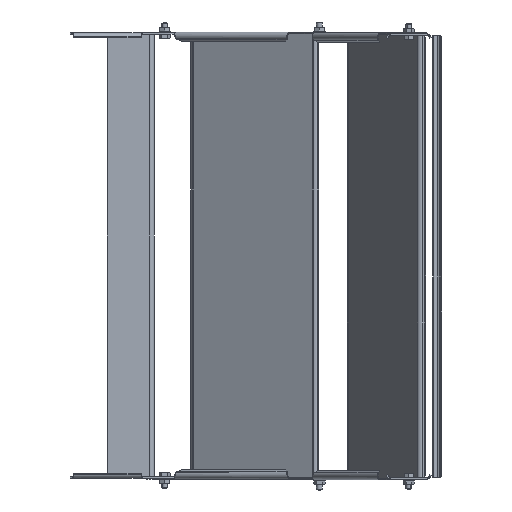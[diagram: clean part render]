
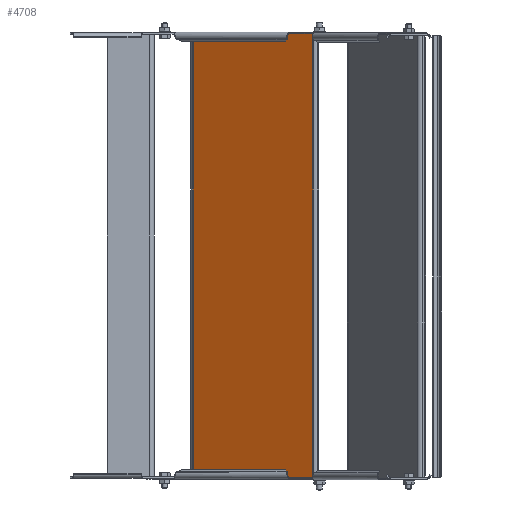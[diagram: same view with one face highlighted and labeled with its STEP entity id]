
A CAD part, left-side view. The second image highlights one B-rep face of the part: STEP entity #4708.
In plain terms, the highlighted face is planar.
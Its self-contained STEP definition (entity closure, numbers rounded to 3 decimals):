
#1999=DIRECTION('',(1.,0.,0.));
#2000=VECTOR('',#1999,1.5);
#2001=CARTESIAN_POINT('',(91.75,1.25,-297.5));
#2002=LINE('',#2001,#2000);
#2091=DIRECTION('',(-1.,0.,0.));
#2092=VECTOR('',#2091,1.5);
#2093=CARTESIAN_POINT('',(93.25,1.25,297.5));
#2094=LINE('',#2093,#2092);
#2095=CARTESIAN_POINT('',(91.75,1.25,-300.75));
#2096=DIRECTION('',(0.,-1.,0.));
#2097=DIRECTION('',(0.,0.,1.));
#2098=AXIS2_PLACEMENT_3D('',#2095,#2096,#2097);
#2100=CARTESIAN_POINT('',(91.75,1.25,300.75));
#2101=DIRECTION('',(0.,-1.,0.));
#2102=DIRECTION('',(-0.385,0.,-0.923));
#2103=AXIS2_PLACEMENT_3D('',#2100,#2101,#2102);
#2105=CARTESIAN_POINT('',(-91.75,1.25,300.75));
#2106=DIRECTION('',(0.,-1.,0.));
#2107=DIRECTION('',(0.,0.,-1.));
#2108=AXIS2_PLACEMENT_3D('',#2105,#2106,#2107);
#2110=CARTESIAN_POINT('',(-91.75,1.25,-300.75));
#2111=DIRECTION('',(0.,-1.,0.));
#2112=DIRECTION('',(0.385,0.,0.923));
#2113=AXIS2_PLACEMENT_3D('',#2110,#2111,#2112);
#2115=DIRECTION('',(1.,0.,0.));
#2116=VECTOR('',#2115,181.);
#2117=CARTESIAN_POINT('',(-90.5,1.25,-297.75));
#2118=LINE('',#2117,#2116);
#2827=DIRECTION('',(1.,0.,0.));
#2828=VECTOR('',#2827,1.5);
#2829=CARTESIAN_POINT('',(-93.25,1.25,-297.5));
#2830=LINE('',#2829,#2828);
#2919=DIRECTION('',(-1.,0.,0.));
#2920=VECTOR('',#2919,1.5);
#2921=CARTESIAN_POINT('',(-91.75,1.25,297.5));
#2922=LINE('',#2921,#2920);
#2943=DIRECTION('',(0.,0.,-1.));
#2944=VECTOR('',#2943,595.);
#2945=CARTESIAN_POINT('',(-93.25,1.25,297.5));
#2946=LINE('',#2945,#2944);
#2951=DIRECTION('',(0.,0.,1.));
#2952=VECTOR('',#2951,595.);
#2953=CARTESIAN_POINT('',(93.25,1.25,-297.5));
#2954=LINE('',#2953,#2952);
#3067=DIRECTION('',(-1.,0.,0.));
#3068=VECTOR('',#3067,181.);
#3069=CARTESIAN_POINT('',(90.5,1.25,297.75));
#3070=LINE('',#3069,#3068);
#3253=CARTESIAN_POINT('',(-90.5,1.25,-297.75));
#3254=CARTESIAN_POINT('',(90.5,1.25,-297.75));
#3255=VERTEX_POINT('',#3253);
#3256=VERTEX_POINT('',#3254);
#3257=CARTESIAN_POINT('',(-91.75,1.25,-297.5));
#3258=VERTEX_POINT('',#3257);
#3259=CARTESIAN_POINT('',(-93.25,1.25,-297.5));
#3260=VERTEX_POINT('',#3259);
#3261=CARTESIAN_POINT('',(-93.25,1.25,297.5));
#3262=VERTEX_POINT('',#3261);
#3263=CARTESIAN_POINT('',(-91.75,1.25,297.5));
#3264=VERTEX_POINT('',#3263);
#3265=CARTESIAN_POINT('',(-90.5,1.25,297.75));
#3266=VERTEX_POINT('',#3265);
#3267=CARTESIAN_POINT('',(90.5,1.25,297.75));
#3268=VERTEX_POINT('',#3267);
#3269=CARTESIAN_POINT('',(91.75,1.25,297.5));
#3270=VERTEX_POINT('',#3269);
#3271=CARTESIAN_POINT('',(93.25,1.25,297.5));
#3272=VERTEX_POINT('',#3271);
#3273=CARTESIAN_POINT('',(93.25,1.25,-297.5));
#3274=VERTEX_POINT('',#3273);
#3275=CARTESIAN_POINT('',(91.75,1.25,-297.5));
#3276=VERTEX_POINT('',#3275);
#4681=CARTESIAN_POINT('',(-144.,1.25,300.));
#4682=DIRECTION('',(0.,-1.,0.));
#4683=DIRECTION('',(0.,0.,-1.));
#4684=AXIS2_PLACEMENT_3D('',#4681,#4682,#4683);
#4685=PLANE('',#4684);
#4687=ORIENTED_EDGE('',*,*,#4686,.T.);
#4688=ORIENTED_EDGE('',*,*,#4537,.F.);
#4689=ORIENTED_EDGE('',*,*,#4550,.T.);
#4691=ORIENTED_EDGE('',*,*,#4690,.T.);
#4692=ORIENTED_EDGE('',*,*,#4672,.T.);
#4694=ORIENTED_EDGE('',*,*,#4693,.F.);
#4696=ORIENTED_EDGE('',*,*,#4695,.T.);
#4697=ORIENTED_EDGE('',*,*,#4390,.F.);
#4699=ORIENTED_EDGE('',*,*,#4698,.T.);
#4701=ORIENTED_EDGE('',*,*,#4700,.T.);
#4703=ORIENTED_EDGE('',*,*,#4702,.T.);
#4705=ORIENTED_EDGE('',*,*,#4704,.F.);
#4706=EDGE_LOOP('',(#4687,#4688,#4689,#4691,#4692,#4694,#4696,#4697,#4699,#4701,
#4703,#4705));
#4707=FACE_OUTER_BOUND('',#4706,.F.);
#4708=ADVANCED_FACE('',(#4707),#4685,.F.);
#2099=CIRCLE('',#2098,3.25);
#2104=CIRCLE('',#2103,3.25);
#2109=CIRCLE('',#2108,3.25);
#2114=CIRCLE('',#2113,3.25);
#4390=EDGE_CURVE('',#3264,#3266,#2109,.T.);
#4537=EDGE_CURVE('',#3276,#3256,#2099,.T.);
#4550=EDGE_CURVE('',#3276,#3274,#2002,.T.);
#4672=EDGE_CURVE('',#3272,#3270,#2094,.T.);
#4686=EDGE_CURVE('',#3255,#3256,#2118,.T.);
#4690=EDGE_CURVE('',#3274,#3272,#2954,.T.);
#4693=EDGE_CURVE('',#3268,#3270,#2104,.T.);
#4695=EDGE_CURVE('',#3268,#3266,#3070,.T.);
#4698=EDGE_CURVE('',#3264,#3262,#2922,.T.);
#4700=EDGE_CURVE('',#3262,#3260,#2946,.T.);
#4702=EDGE_CURVE('',#3260,#3258,#2830,.T.);
#4704=EDGE_CURVE('',#3255,#3258,#2114,.T.);
